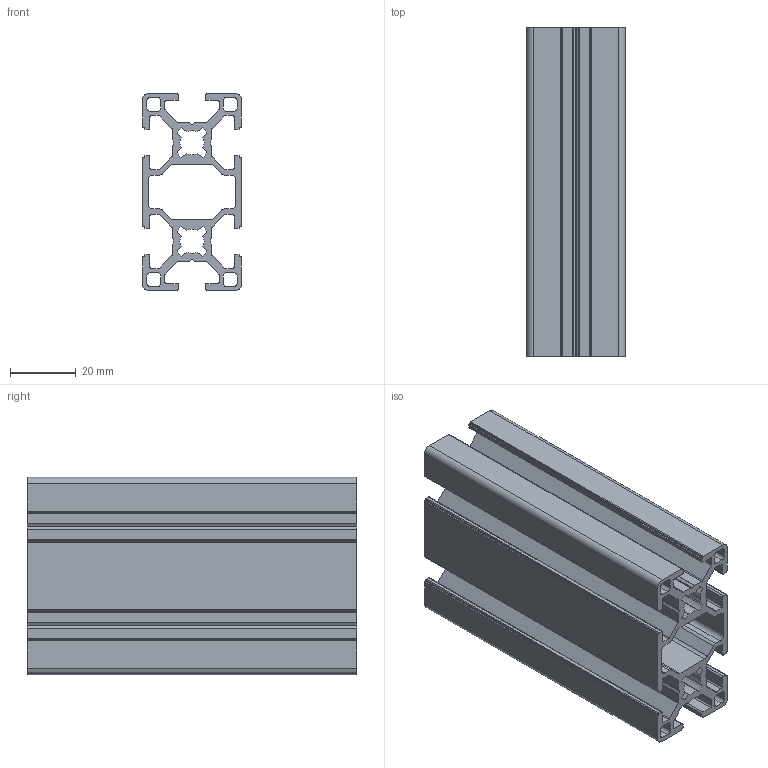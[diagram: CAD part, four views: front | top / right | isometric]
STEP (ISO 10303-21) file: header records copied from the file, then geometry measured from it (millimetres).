
FILE_DESCRIPTION( ( 'Unknown' ), '1' );
FILE_NAME( '6118020', 'Unknown', ( 'Unknown' ), ( 'JUGARD+KÜNSTNER GmbH' ), 'XStep 1.0', 'Unknown', ' ' );
FILE_SCHEMA( ( 'automotive_design' ) );
Length unit declared in the file: millimetre
Products named in the file (1): 1
Bounding box: 30 x 100 x 60 mm (x, y, z)
Volume: 55284 mm3; surface area: 57324.6 mm2
Topology: 1 solids, 1 shells, 290 faces, 864 edges, 576 vertices
Faces by surface type: plane 152, cylinder 138
Entity records: 12168 total; most frequent: CARTESIAN_POINT 1731, ORIENTED_EDGE 1728, DIRECTION 1722, EDGE_CURVE 864, LINE 588, VECTOR 588, VERTEX_POINT 576, AXIS2_PLACEMENT_3D 567
